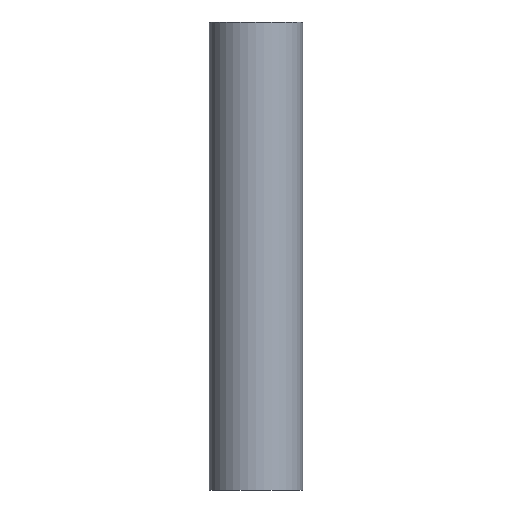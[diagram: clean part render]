
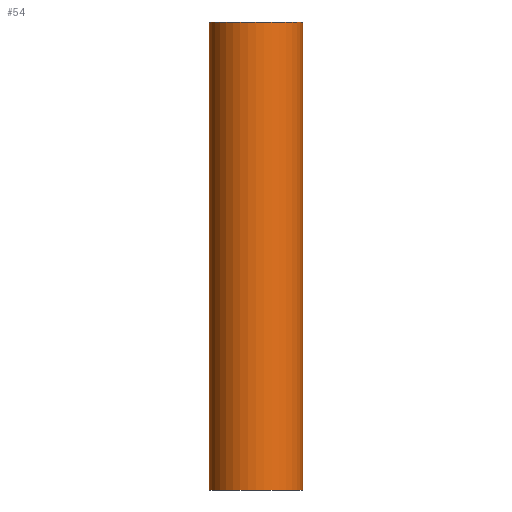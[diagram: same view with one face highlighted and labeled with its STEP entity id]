
A CAD part, front view. The second image highlights one B-rep face of the part: STEP entity #54.
In plain terms, the highlighted cylindrical face has radius 15 mm (diameter 30 mm), a partial arc.
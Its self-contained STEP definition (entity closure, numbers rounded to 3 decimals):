
#54=ADVANCED_FACE('',(#65),#66,.T.);
#65=FACE_OUTER_BOUND('',#80,.T.);
#66=CYLINDRICAL_SURFACE('',#81,15.0);
#80=EDGE_LOOP('',(#110,#111,#112,#113));
#81=AXIS2_PLACEMENT_3D('',#114,#115,#116);
#110=ORIENTED_EDGE('',*,*,#132,.T.);
#111=ORIENTED_EDGE('',*,*,#142,.T.);
#112=ORIENTED_EDGE('',*,*,#134,.T.);
#113=ORIENTED_EDGE('',*,*,#143,.T.);
#114=CARTESIAN_POINT('',(289.581,143.403,0.0));
#115=DIRECTION('',(0.0,0.0,-1.0));
#116=DIRECTION('',(1.0,0.0,0.0));
#132=EDGE_CURVE('',#144,#145,#146,.T.);
#134=EDGE_CURVE('',#149,#147,#150,.T.);
#142=EDGE_CURVE('',#145,#149,#162,.T.);
#143=EDGE_CURVE('',#147,#144,#163,.T.);
#144=VERTEX_POINT('',#164);
#145=VERTEX_POINT('',#165);
#146=LINE('',#166,#167);
#147=VERTEX_POINT('',#168);
#149=VERTEX_POINT('',#170);
#150=LINE('',#171,#172);
#162=CIRCLE('',#186,15.0);
#163=CIRCLE('',#187,15.0);
#164=CARTESIAN_POINT('',(304.581,143.403,0.0));
#165=CARTESIAN_POINT('',(304.581,143.403,150.0));
#166=CARTESIAN_POINT('',(304.581,143.403,0.0));
#167=VECTOR('',#188,1.0);
#168=CARTESIAN_POINT('',(274.581,143.403,0.0));
#170=CARTESIAN_POINT('',(274.581,143.403,150.0));
#171=CARTESIAN_POINT('',(274.581,143.403,0.0));
#172=VECTOR('',#192,1.0);
#186=AXIS2_PLACEMENT_3D('',#210,#211,#212);
#187=AXIS2_PLACEMENT_3D('',#213,#214,#215);
#188=DIRECTION('',(-0.0,-0.0,1.0));
#192=DIRECTION('',(0.0,0.0,-1.0));
#210=CARTESIAN_POINT('',(289.581,143.403,150.0));
#211=DIRECTION('',(0.0,0.0,-1.0));
#212=DIRECTION('',(1.0,0.0,0.0));
#213=CARTESIAN_POINT('',(289.581,143.403,0.0));
#214=DIRECTION('',(0.0,0.0,1.0));
#215=DIRECTION('',(1.0,0.0,0.0));
